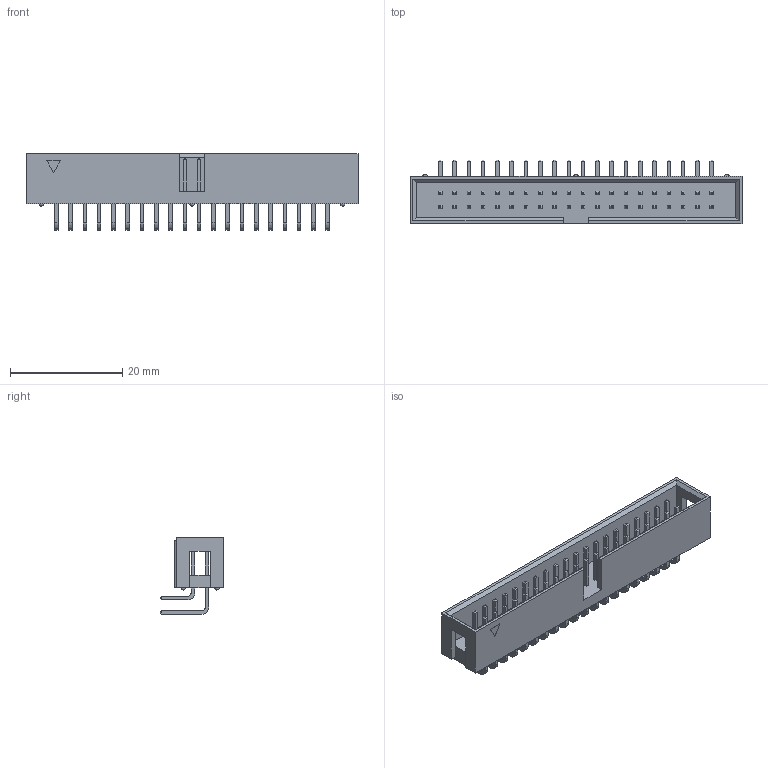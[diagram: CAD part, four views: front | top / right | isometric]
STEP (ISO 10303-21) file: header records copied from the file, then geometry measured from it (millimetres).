
FILE_DESCRIPTION (( 'STEP AP214' ), '1' );
FILE_NAME ('User Library-IDC Socket Male 40pin Angled THT Goldplated 2.54mm.STEP', '2020-03-22T10:18:09', ( '' ), ( '' ), 'SwSTEP 2.0', 'SolidWorks 2019', '' );
FILE_SCHEMA (( 'AUTOMOTIVE_DESIGN' ));
Length unit declared in the file: millimetre
Products named in the file (1): User Library-IDC Socket Male 40pin Angled THT Goldplated 2.54mm
Bounding box: 59.04 x 11.35 x 13.56 mm (x, y, z)
Surface area: 4499.6 mm2 (no closed solid volume)
Topology: 0 solids, 6 shells, 931 faces, 2244 edges, 1388 vertices
Faces by surface type: plane 840, cylinder 85, bspline 6
Entity records: 36515 total; most frequent: CARTESIAN_POINT 4642, ORIENTED_EDGE 4432, DIRECTION 4266, EDGE_CURVE 2232, LINE 2050, VECTOR 2050, VERTEX_POINT 1388, AXIS2_PLACEMENT_3D 1108
